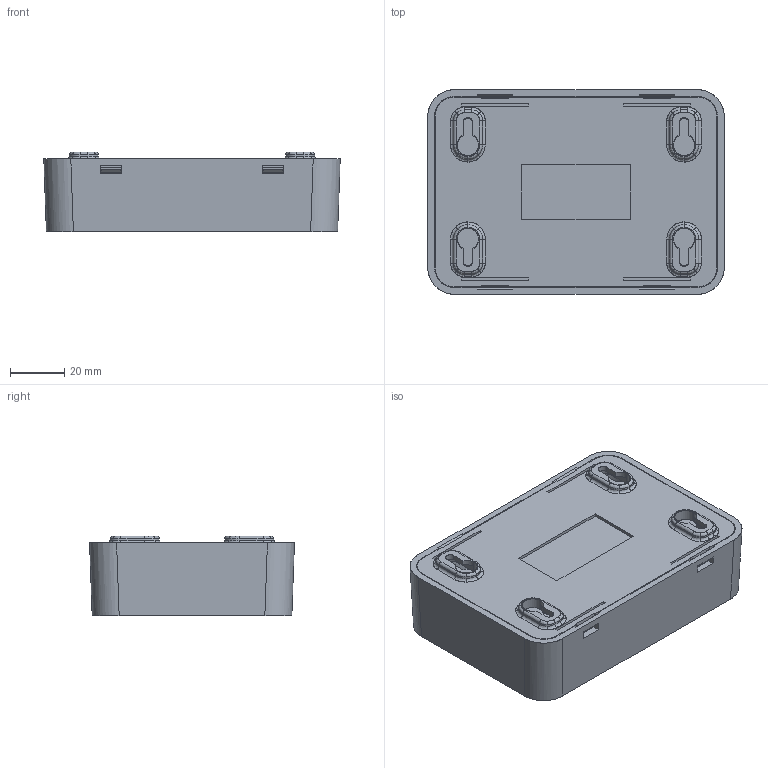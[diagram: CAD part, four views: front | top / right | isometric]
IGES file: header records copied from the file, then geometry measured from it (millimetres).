
Start section: SolidWorks IGES file using analytic representation for surfaces
Global section: file name: DM-048.IGS; native system: SolidWorks 2012; preprocessor: SolidWorks 2012; author: Peter; date: 161214.152743; units: millimetre
Bounding box: 109.7 x 75.8 x 29.5 mm (x, y, z)
Surface area: 54444.5 mm2 (no closed solid volume)
Topology: 0 solids, 0 shells, 493 faces, 4574 edges, 4562 vertices
Faces by surface type: bspline 333, revolution 160
